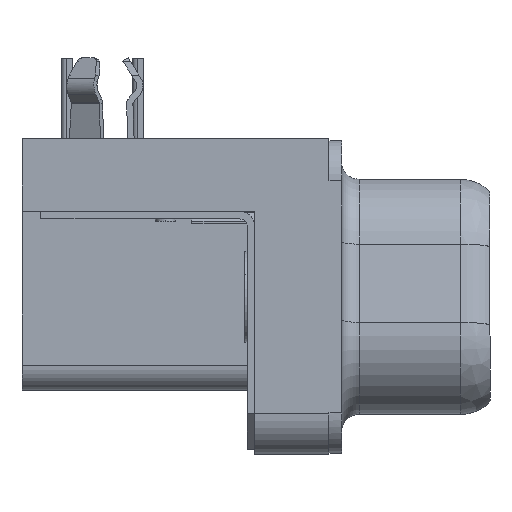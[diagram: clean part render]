
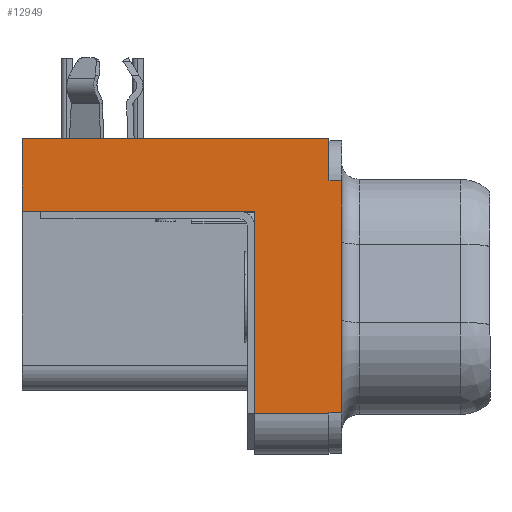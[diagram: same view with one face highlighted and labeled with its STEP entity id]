
A CAD part, left-side view. The second image highlights one B-rep face of the part: STEP entity #12949.
In plain terms, the highlighted planar face has unit normal (-1, 0, 0).
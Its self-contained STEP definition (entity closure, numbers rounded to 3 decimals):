
#1460=DIRECTION('',(0.,0.,1.));
#1461=VECTOR('',#1460,1.69);
#1462=CARTESIAN_POINT('',(-15.405,0.,-1.69));
#1463=LINE('14028',#1462,#1461);
#1464=DIRECTION('',(0.,1.,0.));
#1465=VECTOR('',#1464,0.5);
#1466=CARTESIAN_POINT('',(-15.405,-0.5,-1.69));
#1467=LINE('14032',#1466,#1465);
#1468=DIRECTION('',(0.,0.,-1.));
#1469=VECTOR('',#1468,9.22);
#1470=CARTESIAN_POINT('',(-15.405,-0.5,-1.69));
#1471=LINE('13852',#1470,#1469);
#1472=DIRECTION('',(0.,1.,0.));
#1473=VECTOR('',#1472,0.5);
#1474=CARTESIAN_POINT('',(-15.405,-0.5,-10.91));
#1475=LINE('14023',#1474,#1473);
#1476=CARTESIAN_POINT('',(-15.405,0.,-10.91));
#1477=CARTESIAN_POINT('',(-15.405,0.,-10.923));
#1478=CARTESIAN_POINT('',(-15.405,0.,-10.937));
#1479=CARTESIAN_POINT('',(-15.405,0.,-10.95));
#1481=DIRECTION('',(0.,1.,0.));
#1482=VECTOR('',#1481,2.95);
#1483=CARTESIAN_POINT('',(-15.405,0.,-10.95));
#1484=LINE('14025',#1483,#1482);
#1485=DIRECTION('',(0.,0.,1.));
#1486=VECTOR('',#1485,8.05);
#1487=CARTESIAN_POINT('',(-15.405,2.95,-10.95));
#1488=LINE('13497',#1487,#1486);
#1489=DIRECTION('',(0.,1.,0.));
#1490=VECTOR('',#1489,9.25);
#1491=CARTESIAN_POINT('',(-15.405,2.95,-2.9));
#1492=LINE('14026',#1491,#1490);
#1493=DIRECTION('',(0.,0.,1.));
#1494=VECTOR('',#1493,2.9);
#1495=CARTESIAN_POINT('',(-15.405,12.2,-2.9));
#1496=LINE('12665',#1495,#1494);
#3375=DIRECTION('',(0.,1.,0.));
#3376=VECTOR('',#3375,12.2);
#3377=CARTESIAN_POINT('',(-15.405,0.,0.));
#3378=LINE('14047',#3377,#3376);
#8386=CARTESIAN_POINT('',(-15.405,12.2,0.));
#8387=VERTEX_POINT('',#8386);
#8388=CARTESIAN_POINT('',(-15.405,12.2,-2.9));
#8389=VERTEX_POINT('',#8388);
#8578=CARTESIAN_POINT('',(-15.405,2.95,-2.9));
#8579=VERTEX_POINT('',#8578);
#8580=CARTESIAN_POINT('',(-15.405,2.95,-10.95));
#8581=VERTEX_POINT('',#8580);
#8942=CARTESIAN_POINT('',(-15.405,-0.5,-10.91));
#8943=VERTEX_POINT('',#8942);
#8944=CARTESIAN_POINT('',(-15.405,-0.5,-1.69));
#8945=VERTEX_POINT('',#8944);
#9184=CARTESIAN_POINT('',(-15.405,0.,-10.95));
#9186=VERTEX_POINT('',#9184);
#9188=CARTESIAN_POINT('',(-15.405,0.,-10.91));
#9189=VERTEX_POINT('',#9188);
#9191=CARTESIAN_POINT('',(-15.405,0.,-1.69));
#9193=VERTEX_POINT('',#9191);
#9194=CARTESIAN_POINT('',(-15.405,0.,0.));
#9195=VERTEX_POINT('',#9194);
#12925=CARTESIAN_POINT('',(-15.405,5.85,-5.475));
#12926=DIRECTION('',(1.,0.,0.));
#12927=DIRECTION('',(0.,0.,1.));
#12928=AXIS2_PLACEMENT_3D('',#12925,#12926,#12927);
#12929=PLANE('16335',#12928);
#12930=ORIENTED_EDGE('14028',*,*,#12903,.F.);
#12931=ORIENTED_EDGE('14032',*,*,#12920,.F.);
#12932=ORIENTED_EDGE('13852',*,*,#11235,.T.);
#12934=ORIENTED_EDGE('14023',*,*,#12933,.T.);
#12936=ORIENTED_EDGE('14024',*,*,#12935,.T.);
#12938=ORIENTED_EDGE('14025',*,*,#12937,.T.);
#12940=ORIENTED_EDGE('13497',*,*,#12939,.T.);
#12942=ORIENTED_EDGE('14026',*,*,#12941,.T.);
#12944=ORIENTED_EDGE('12665',*,*,#12943,.T.);
#12946=ORIENTED_EDGE('14047',*,*,#12945,.F.);
#12947=EDGE_LOOP('16335',(#12930,#12931,#12932,#12934,#12936,#12938,#12940,
#12942,#12944,#12946));
#12948=FACE_OUTER_BOUND('16335',#12947,.F.);
#12949=ADVANCED_FACE('16335',(#12948),#12929,.F.);
#1480=B_SPLINE_CURVE_WITH_KNOTS('14024',3,(#1476,#1477,#1478,#1479),
.UNSPECIFIED.,.F.,.F.,(4,4),(0.,1.),.UNSPECIFIED.);
#11235=EDGE_CURVE('13852',#8945,#8943,#1471,.T.);
#12903=EDGE_CURVE('14028',#9193,#9195,#1463,.T.);
#12920=EDGE_CURVE('14032',#8945,#9193,#1467,.T.);
#12933=EDGE_CURVE('14023',#8943,#9189,#1475,.T.);
#12935=EDGE_CURVE('14024',#9189,#9186,#1480,.T.);
#12937=EDGE_CURVE('14025',#9186,#8581,#1484,.T.);
#12939=EDGE_CURVE('13497',#8581,#8579,#1488,.T.);
#12941=EDGE_CURVE('14026',#8579,#8389,#1492,.T.);
#12943=EDGE_CURVE('12665',#8389,#8387,#1496,.T.);
#12945=EDGE_CURVE('14047',#9195,#8387,#3378,.T.);
